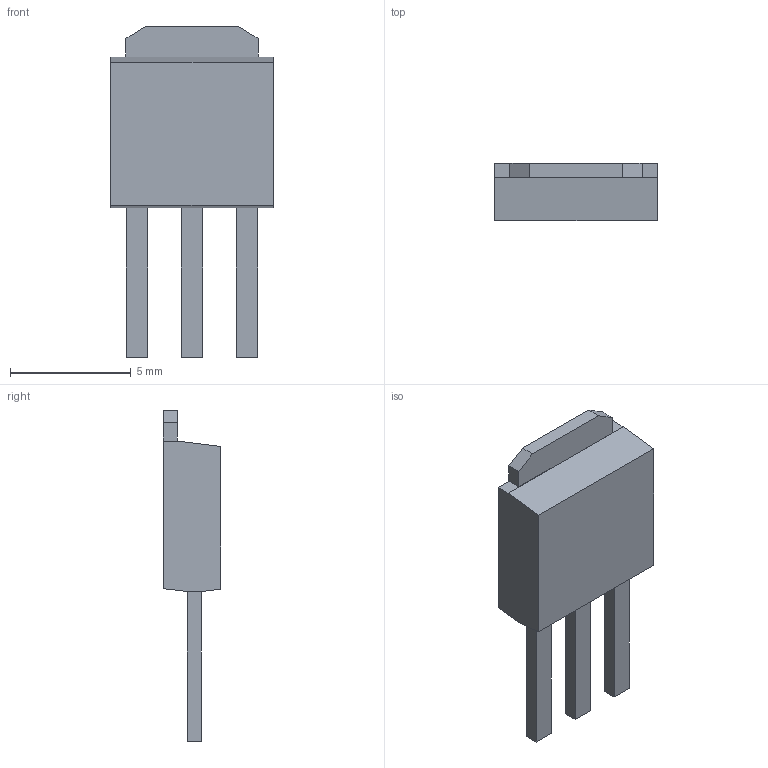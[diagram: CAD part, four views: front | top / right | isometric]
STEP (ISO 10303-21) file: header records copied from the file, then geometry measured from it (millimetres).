
FILE_DESCRIPTION((''),'2;1');
FILE_NAME('TO-251AA-V.stp','2009-02-04T09:27:23',(''),(''),'Mechanical Desktop 2006','Mechanical Desktop 2006',', , ');
FILE_SCHEMA(('AUTOMOTIVE_DESIGN { 1 2 10303 214 0 1 1 1 }'));
Length unit declared in the file: millimetre
Products named in the file (1): TO-251AA-V_3D
Bounding box: 6.73 x 2.38 x 13.69 mm (x, y, z)
Volume: 111 mm3; surface area: 292.6 mm2
Topology: 6 solids, 6 shells, 46 faces, 100 edges, 66 vertices
Faces by surface type: plane 46
Entity records: 1275 total; most frequent: CARTESIAN_POINT 213, ORIENTED_EDGE 200, DIRECTION 194, VECTOR 100, LINE 100, EDGE_CURVE 100, VERTEX_POINT 66, AXIS2_PLACEMENT_3D 47
